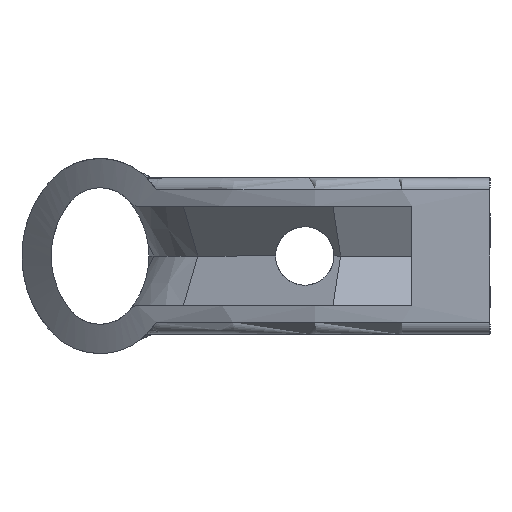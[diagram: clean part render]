
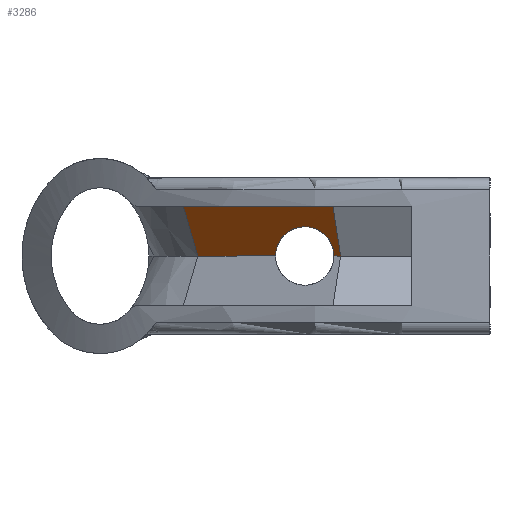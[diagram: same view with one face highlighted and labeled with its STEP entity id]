
A CAD part, left-side view. The second image highlights one B-rep face of the part: STEP entity #3286.
In plain terms, the highlighted planar face has unit normal (-0.75, 0.433, -0.5).
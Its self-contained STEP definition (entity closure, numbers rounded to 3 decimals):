
#15 = CARTESIAN_POINT ( 'NONE',  ( 8.168, 21.399, 1.844 ) ) ;
#230 = CARTESIAN_POINT ( 'NONE',  ( 5.786, 18.607, 3. ) ) ;
#231 = VERTEX_POINT ( 'NONE', #3524 ) ;
#276 = PLANE ( 'NONE',  #1419 ) ;
#424 = CARTESIAN_POINT ( 'NONE',  ( 6.019, 16., 0.393 ) ) ;
#474 = DIRECTION ( 'NONE',  ( 0.433, -0.25, -0.866 ) ) ;
#491 = CARTESIAN_POINT ( 'NONE',  ( 15.6, 32.142, 0. ) ) ;
#528 = ORIENTED_EDGE ( 'NONE', *, *, #2694, .F. ) ;
#535 = EDGE_CURVE ( 'NONE', #3456, #4145, #4341, .T. ) ;
#538 = DIRECTION ( 'NONE',  ( -0.75, 0.433, -0.5 ) ) ;
#552 = VERTEX_POINT ( 'NONE', #2884 ) ;
#675 = CARTESIAN_POINT ( 'NONE',  ( 6.239, 19.393, 3. ) ) ;
#700 = VERTEX_POINT ( 'NONE', #1981 ) ;
#718 = EDGE_LOOP ( 'NONE', ( #2597, #2784, #1527, #1215, #4402, #3266, #528 ) ) ;
#719 = CARTESIAN_POINT ( 'NONE',  ( 8.519, 21.621, 1.511 ) ) ;
#804 = CARTESIAN_POINT ( 'NONE',  ( 5.492, 16.379, 1.511 ) ) ;
#826 = CARTESIAN_POINT ( 'NONE',  ( 5.611, 18.215, 2.922 ) ) ;
#937 = FACE_OUTER_BOUND ( 'NONE', #718, .T. ) ;
#995 = LINE ( 'NONE', #2405, #4593 ) ;
#1108 = EDGE_CURVE ( 'NONE', #4017, #700, #1598, .T. ) ;
#1215 = ORIENTED_EDGE ( 'NONE', *, *, #1108, .F. ) ;
#1261 = CARTESIAN_POINT ( 'NONE',  ( 6.012, 19., 3. ) ) ;
#1338 = CARTESIAN_POINT ( 'NONE',  ( 1.175, 16.585, 8.165 ) ) ;
#1345 = CARTESIAN_POINT ( 'NONE',  ( 9.176, 21.922, 0.785 ) ) ;
#1419 = AXIS2_PLACEMENT_3D ( 'NONE', #3083, #538, #1693 ) ;
#1462 = VECTOR ( 'NONE', #474, 1000. ) ;
#1468 = DIRECTION ( 'NONE',  ( -0.5, -0.866, 0. ) ) ;
#1516 = CARTESIAN_POINT ( 'NONE',  ( 5.349, 17.156, 2.399 ) ) ;
#1527 = ORIENTED_EDGE ( 'NONE', *, *, #4577, .T. ) ;
#1598 = B_SPLINE_CURVE_WITH_KNOTS ( 'NONE', 3,
 ( #2317, #675, #2826, #3505, #3126, #15, #719, #1345, #3481, #2414 ),
 .UNSPECIFIED., .F., .F.,
 ( 4, 2, 2, 2, 4 ),
 ( 0.5, 0.625, 0.75, 0.875, 1. ),
 .UNSPECIFIED. ) ;
#1693 = DIRECTION ( 'NONE',  ( -0.555, 0., 0.832 ) ) ;
#1859 = CARTESIAN_POINT ( 'NONE',  ( 11.8, 31.449, 5.1 ) ) ;
#1923 = DIRECTION ( 'NONE',  ( -0.5, -0.866, 0. ) ) ;
#1929 = LINE ( 'NONE', #491, #2891 ) ;
#1981 = CARTESIAN_POINT ( 'NONE',  ( 9.744, 22., 0. ) ) ;
#2214 = CARTESIAN_POINT ( 'NONE',  ( 5.398, 16.601, 1.844 ) ) ;
#2255 = VECTOR ( 'NONE', #1923, 1000. ) ;
#2300 = CARTESIAN_POINT ( 'NONE',  ( 6.28, 16., 0. ) ) ;
#2317 = CARTESIAN_POINT ( 'NONE',  ( 6.012, 19., 3. ) ) ;
#2344 = B_SPLINE_CURVE_WITH_KNOTS ( 'NONE', 3,
 ( #2300, #424, #3969, #804, #2214, #1516, #3992, #826, #230, #1261 ),
 .UNSPECIFIED., .F., .F.,
 ( 4, 2, 2, 2, 4 ),
 ( 0., 0.125, 0.25, 0.375, 0.5 ),
 .UNSPECIFIED. ) ;
#2347 = VERTEX_POINT ( 'NONE', #3651 ) ;
#2405 = CARTESIAN_POINT ( 'NONE',  ( 13.05, 33.614, 5.1 ) ) ;
#2414 = CARTESIAN_POINT ( 'NONE',  ( 9.744, 22., 0. ) ) ;
#2430 = CARTESIAN_POINT ( 'NONE',  ( 6.012, 19., 3. ) ) ;
#2597 = ORIENTED_EDGE ( 'NONE', *, *, #4135, .F. ) ;
#2694 = EDGE_CURVE ( 'NONE', #552, #231, #4505, .T. ) ;
#2750 = DIRECTION ( 'NONE',  ( 0.496, -0.133, -0.858 ) ) ;
#2784 = ORIENTED_EDGE ( 'NONE', *, *, #535, .T. ) ;
#2826 = CARTESIAN_POINT ( 'NONE',  ( 6.518, 19.785, 2.922 ) ) ;
#2884 = CARTESIAN_POINT ( 'NONE',  ( 2.944, 16.111, 5.1 ) ) ;
#2891 = VECTOR ( 'NONE', #3061, 1000. ) ;
#2961 = LINE ( 'NONE', #4003, #2255 ) ;
#3061 = DIRECTION ( 'NONE',  ( -0.5, -0.866, 0. ) ) ;
#3083 = CARTESIAN_POINT ( 'NONE',  ( 13.05, 33.614, 5.1 ) ) ;
#3126 = CARTESIAN_POINT ( 'NONE',  ( 7.478, 20.844, 2.399 ) ) ;
#3257 = EDGE_CURVE ( 'NONE', #2347, #4017, #2344, .T. ) ;
#3266 = ORIENTED_EDGE ( 'NONE', *, *, #3959, .T. ) ;
#3286 = ADVANCED_FACE ( 'NONE', ( #937 ), #276, .T. ) ;
#3456 = VERTEX_POINT ( 'NONE', #1859 ) ;
#3481 = CARTESIAN_POINT ( 'NONE',  ( 9.483, 22., 0.393 ) ) ;
#3505 = CARTESIAN_POINT ( 'NONE',  ( 7.137, 20.511, 2.621 ) ) ;
#3524 = CARTESIAN_POINT ( 'NONE',  ( 5.889, 15.322, 0. ) ) ;
#3651 = CARTESIAN_POINT ( 'NONE',  ( 6.28, 16., 0. ) ) ;
#3939 = VECTOR ( 'NONE', #2750, 1000. ) ;
#3959 = EDGE_CURVE ( 'NONE', #2347, #231, #2961, .T. ) ;
#3969 = CARTESIAN_POINT ( 'NONE',  ( 5.802, 16.078, 0.785 ) ) ;
#3972 = CARTESIAN_POINT ( 'NONE',  ( 14.35, 29.977, 0. ) ) ;
#3992 = CARTESIAN_POINT ( 'NONE',  ( 5.393, 17.489, 2.621 ) ) ;
#4003 = CARTESIAN_POINT ( 'NONE',  ( 15.6, 32.142, 0. ) ) ;
#4017 = VERTEX_POINT ( 'NONE', #2430 ) ;
#4135 = EDGE_CURVE ( 'NONE', #3456, #552, #995, .T. ) ;
#4145 = VERTEX_POINT ( 'NONE', #3972 ) ;
#4341 = LINE ( 'NONE', #4364, #1462 ) ;
#4364 = CARTESIAN_POINT ( 'NONE',  ( 11.8, 31.449, 5.1 ) ) ;
#4402 = ORIENTED_EDGE ( 'NONE', *, *, #3257, .F. ) ;
#4505 = LINE ( 'NONE', #1338, #3939 ) ;
#4577 = EDGE_CURVE ( 'NONE', #4145, #700, #1929, .T. ) ;
#4593 = VECTOR ( 'NONE', #1468, 1000. ) ;
